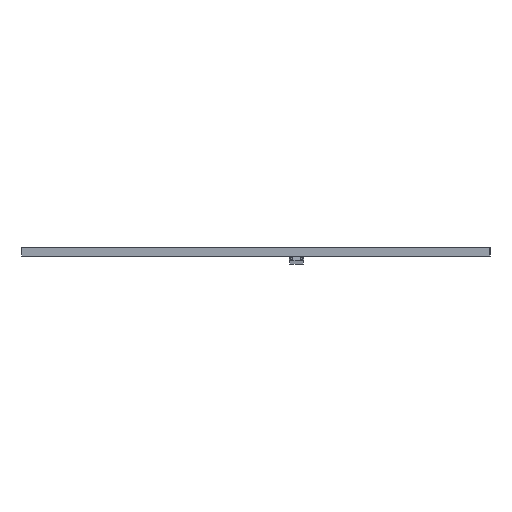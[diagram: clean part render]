
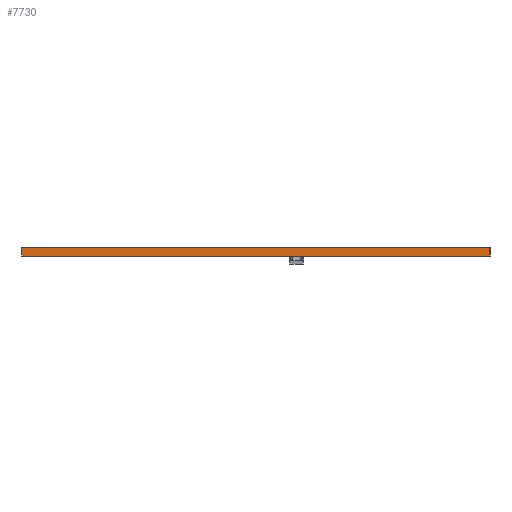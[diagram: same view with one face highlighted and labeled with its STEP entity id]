
A CAD part, left-side view. The second image highlights one B-rep face of the part: STEP entity #7730.
In plain terms, the highlighted planar face has unit normal (-1, 0, 0).
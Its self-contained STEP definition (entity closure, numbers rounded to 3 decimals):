
#7549 = PLANE('',#7550);
#7550 = AXIS2_PLACEMENT_3D('',#7551,#7552,#7553);
#7551 = CARTESIAN_POINT('',(290.,-80.,0.));
#7552 = DIRECTION('',(0.,-1.,0.));
#7553 = DIRECTION('',(-1.,0.,0.));
#7574 = VERTEX_POINT('',#7575);
#7575 = CARTESIAN_POINT('',(80.,-80.,1.6));
#7589 = PLANE('',#7590);
#7590 = AXIS2_PLACEMENT_3D('',#7591,#7592,#7593);
#7591 = CARTESIAN_POINT('',(290.,-80.,1.6));
#7592 = DIRECTION('',(0.,0.,-1.));
#7593 = DIRECTION('',(-1.,0.,0.));
#7601 = EDGE_CURVE('',#7602,#7574,#7604,.T.);
#7602 = VERTEX_POINT('',#7603);
#7603 = CARTESIAN_POINT('',(80.,-80.,0.));
#7604 = SURFACE_CURVE('',#7605,(#7609,#7616),.PCURVE_S1.);
#7605 = LINE('',#7606,#7607);
#7606 = CARTESIAN_POINT('',(80.,-80.,0.));
#7607 = VECTOR('',#7608,1.);
#7608 = DIRECTION('',(0.,0.,1.));
#7609 = PCURVE('',#7549,#7610);
#7610 = DEFINITIONAL_REPRESENTATION('',(#7611),#7615);
#7611 = LINE('',#7612,#7613);
#7612 = CARTESIAN_POINT('',(210.,0.));
#7613 = VECTOR('',#7614,1.);
#7614 = DIRECTION('',(0.,-1.));
#7615 = ( GEOMETRIC_REPRESENTATION_CONTEXT(2) 
PARAMETRIC_REPRESENTATION_CONTEXT() REPRESENTATION_CONTEXT('2D SPACE',''
  ) );
#7616 = PCURVE('',#7617,#7622);
#7617 = PLANE('',#7618);
#7618 = AXIS2_PLACEMENT_3D('',#7619,#7620,#7621);
#7619 = CARTESIAN_POINT('',(80.,-80.,0.));
#7620 = DIRECTION('',(1.,0.,0.));
#7621 = DIRECTION('',(0.,-1.,0.));
#7622 = DEFINITIONAL_REPRESENTATION('',(#7623),#7627);
#7623 = LINE('',#7624,#7625);
#7624 = CARTESIAN_POINT('',(0.,0.));
#7625 = VECTOR('',#7626,1.);
#7626 = DIRECTION('',(0.,-1.));
#7627 = ( GEOMETRIC_REPRESENTATION_CONTEXT(2) 
PARAMETRIC_REPRESENTATION_CONTEXT() REPRESENTATION_CONTEXT('2D SPACE',''
  ) );
#7643 = PLANE('',#7644);
#7644 = AXIS2_PLACEMENT_3D('',#7645,#7646,#7647);
#7645 = CARTESIAN_POINT('',(290.,-80.,0.));
#7646 = DIRECTION('',(0.,0.,-1.));
#7647 = DIRECTION('',(-1.,0.,0.));
#7676 = PLANE('',#7677);
#7677 = AXIS2_PLACEMENT_3D('',#7678,#7679,#7680);
#7678 = CARTESIAN_POINT('',(80.,-173.,0.));
#7679 = DIRECTION('',(0.,1.,0.));
#7680 = DIRECTION('',(1.,0.,0.));
#7730 = ADVANCED_FACE('',(#7731),#7617,.F.);
#7731 = FACE_BOUND('',#7732,.F.);
#7732 = EDGE_LOOP('',(#7733,#7734,#7757,#7780));
#7733 = ORIENTED_EDGE('',*,*,#7601,.T.);
#7734 = ORIENTED_EDGE('',*,*,#7735,.T.);
#7735 = EDGE_CURVE('',#7574,#7736,#7738,.T.);
#7736 = VERTEX_POINT('',#7737);
#7737 = CARTESIAN_POINT('',(80.,-173.,1.6));
#7738 = SURFACE_CURVE('',#7739,(#7743,#7750),.PCURVE_S1.);
#7739 = LINE('',#7740,#7741);
#7740 = CARTESIAN_POINT('',(80.,-80.,1.6));
#7741 = VECTOR('',#7742,1.);
#7742 = DIRECTION('',(0.,-1.,0.));
#7743 = PCURVE('',#7617,#7744);
#7744 = DEFINITIONAL_REPRESENTATION('',(#7745),#7749);
#7745 = LINE('',#7746,#7747);
#7746 = CARTESIAN_POINT('',(0.,-1.6));
#7747 = VECTOR('',#7748,1.);
#7748 = DIRECTION('',(1.,0.));
#7749 = ( GEOMETRIC_REPRESENTATION_CONTEXT(2) 
PARAMETRIC_REPRESENTATION_CONTEXT() REPRESENTATION_CONTEXT('2D SPACE',''
  ) );
#7750 = PCURVE('',#7589,#7751);
#7751 = DEFINITIONAL_REPRESENTATION('',(#7752),#7756);
#7752 = LINE('',#7753,#7754);
#7753 = CARTESIAN_POINT('',(210.,0.));
#7754 = VECTOR('',#7755,1.);
#7755 = DIRECTION('',(0.,-1.));
#7756 = ( GEOMETRIC_REPRESENTATION_CONTEXT(2) 
PARAMETRIC_REPRESENTATION_CONTEXT() REPRESENTATION_CONTEXT('2D SPACE',''
  ) );
#7757 = ORIENTED_EDGE('',*,*,#7758,.F.);
#7758 = EDGE_CURVE('',#7759,#7736,#7761,.T.);
#7759 = VERTEX_POINT('',#7760);
#7760 = CARTESIAN_POINT('',(80.,-173.,0.));
#7761 = SURFACE_CURVE('',#7762,(#7766,#7773),.PCURVE_S1.);
#7762 = LINE('',#7763,#7764);
#7763 = CARTESIAN_POINT('',(80.,-173.,0.));
#7764 = VECTOR('',#7765,1.);
#7765 = DIRECTION('',(0.,0.,1.));
#7766 = PCURVE('',#7617,#7767);
#7767 = DEFINITIONAL_REPRESENTATION('',(#7768),#7772);
#7768 = LINE('',#7769,#7770);
#7769 = CARTESIAN_POINT('',(93.,0.));
#7770 = VECTOR('',#7771,1.);
#7771 = DIRECTION('',(0.,-1.));
#7772 = ( GEOMETRIC_REPRESENTATION_CONTEXT(2) 
PARAMETRIC_REPRESENTATION_CONTEXT() REPRESENTATION_CONTEXT('2D SPACE',''
  ) );
#7773 = PCURVE('',#7676,#7774);
#7774 = DEFINITIONAL_REPRESENTATION('',(#7775),#7779);
#7775 = LINE('',#7776,#7777);
#7776 = CARTESIAN_POINT('',(0.,0.));
#7777 = VECTOR('',#7778,1.);
#7778 = DIRECTION('',(0.,-1.));
#7779 = ( GEOMETRIC_REPRESENTATION_CONTEXT(2) 
PARAMETRIC_REPRESENTATION_CONTEXT() REPRESENTATION_CONTEXT('2D SPACE',''
  ) );
#7780 = ORIENTED_EDGE('',*,*,#7781,.F.);
#7781 = EDGE_CURVE('',#7602,#7759,#7782,.T.);
#7782 = SURFACE_CURVE('',#7783,(#7787,#7794),.PCURVE_S1.);
#7783 = LINE('',#7784,#7785);
#7784 = CARTESIAN_POINT('',(80.,-80.,0.));
#7785 = VECTOR('',#7786,1.);
#7786 = DIRECTION('',(0.,-1.,0.));
#7787 = PCURVE('',#7617,#7788);
#7788 = DEFINITIONAL_REPRESENTATION('',(#7789),#7793);
#7789 = LINE('',#7790,#7791);
#7790 = CARTESIAN_POINT('',(0.,0.));
#7791 = VECTOR('',#7792,1.);
#7792 = DIRECTION('',(1.,0.));
#7793 = ( GEOMETRIC_REPRESENTATION_CONTEXT(2) 
PARAMETRIC_REPRESENTATION_CONTEXT() REPRESENTATION_CONTEXT('2D SPACE',''
  ) );
#7794 = PCURVE('',#7643,#7795);
#7795 = DEFINITIONAL_REPRESENTATION('',(#7796),#7800);
#7796 = LINE('',#7797,#7798);
#7797 = CARTESIAN_POINT('',(210.,0.));
#7798 = VECTOR('',#7799,1.);
#7799 = DIRECTION('',(0.,-1.));
#7800 = ( GEOMETRIC_REPRESENTATION_CONTEXT(2) 
PARAMETRIC_REPRESENTATION_CONTEXT() REPRESENTATION_CONTEXT('2D SPACE',''
  ) );
